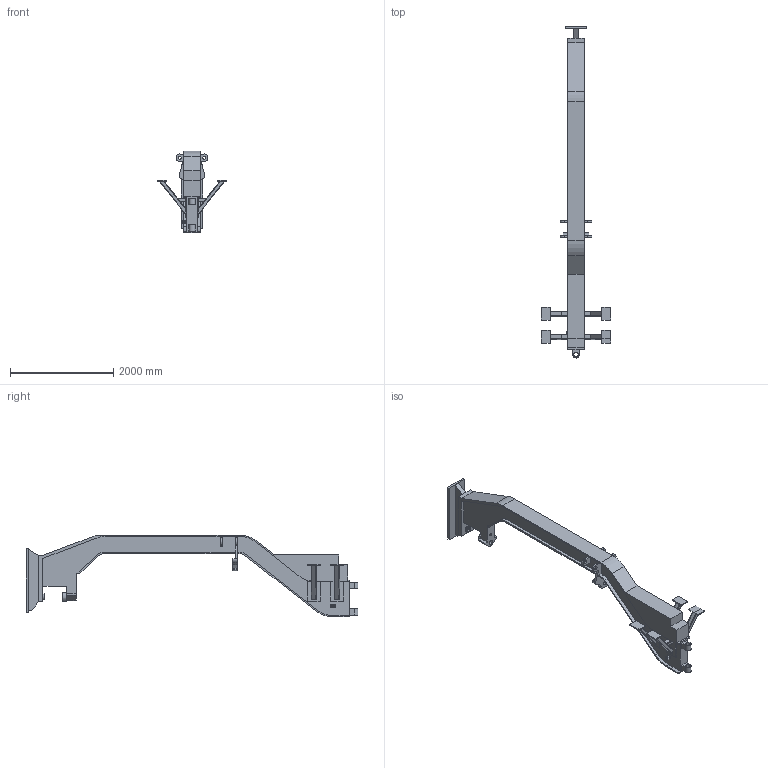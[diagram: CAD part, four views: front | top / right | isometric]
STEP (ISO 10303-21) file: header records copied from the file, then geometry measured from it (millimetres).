
FILE_DESCRIPTION(/* description */ ('','CAx-IF Rec.Pracs.---Representation and Presentation of Product Manufacturing Information (PMI)---4.0---2014-10-13'),/* implementation_level */ '2;1');
FILE_NAME(/* name */ 'MainFrame.step',/* time_stamp */ '2025-01-14T10:26:17-05:00',/* author */ (''),/* organization */ (''),/* preprocessor_version */ 'ST-DEVELOPER v20',/* originating_system */ 'Autodesk Translation Framework v13.20.0.188',/* authorisation */ '');
FILE_SCHEMA (('AP242_MANAGED_MODEL_BASED_3D_ENGINEERING_MIM_LF { 1 0 10303 442 1 1 4 }'));
Length unit declared in the file: millimetre
Products named in the file (1): Halterungsträger_Schiebeschild
Bounding box: 1340 x 6437.5 x 1585 mm (x, y, z)
Volume: 881388392.6 mm3; surface area: 18606469.7 mm2
Topology: 1 solids, 5 shells, 368 faces, 994 edges, 639 vertices
Faces by surface type: plane 252, cylinder 115, sphere 1
Full cylindrical faces by diameter (mm): 30 x2, 50 x1, 60 x5, 80 x2, 85 x2, 120 x1, 160 x1
Entity records: 11534 total; most frequent: CARTESIAN_POINT 2000, ORIENTED_EDGE 1984, DIRECTION 1963, EDGE_CURVE 992, LINE 759, VECTOR 759, VERTEX_POINT 639, AXIS2_PLACEMENT_3D 602
